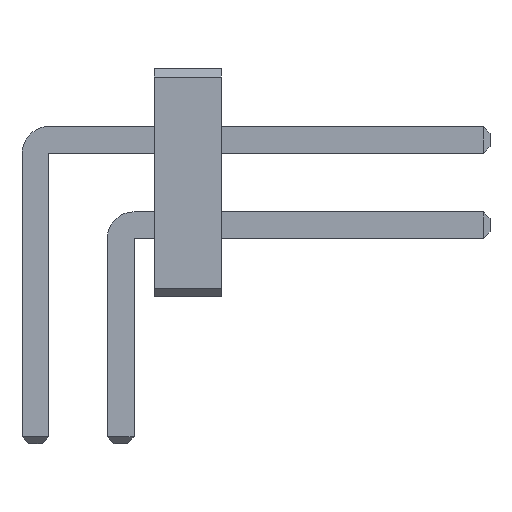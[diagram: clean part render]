
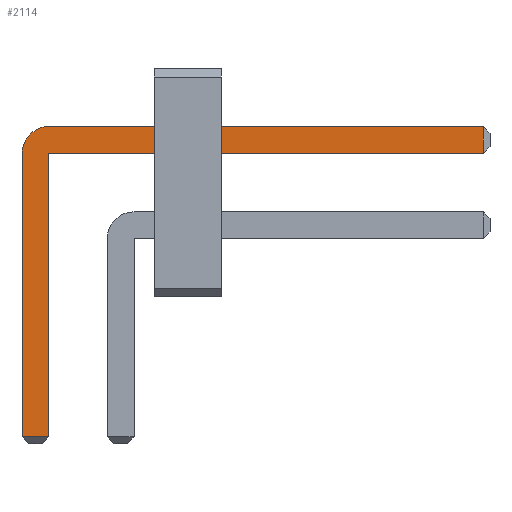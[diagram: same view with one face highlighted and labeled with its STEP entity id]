
A CAD part, front view. The second image highlights one B-rep face of the part: STEP entity #2114.
In plain terms, the highlighted planar face has unit normal (0, -1, 0).
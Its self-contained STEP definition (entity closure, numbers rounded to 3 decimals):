
#13=DIRECTION('',(0.,0.,1.));
#898=VECTOR('',#13,1.);
#1916=VECTOR('',#1917,1.);
#1917=DIRECTION('',(1.,0.,0.));
#1923=VECTOR('',#1924,1.);
#1924=DIRECTION('',(0.,0.,-1.));
#1931=VECTOR('',#1932,1.);
#1932=DIRECTION('',(-1.,0.,0.));
#1953=DIRECTION('',(-0.,1.,0.));
#1957=DIRECTION('',(0.,1.,0.));
#1958=DIRECTION('',(0.,0.,1.));
#1965=VERTEX_POINT('',#1966);
#1966=CARTESIAN_POINT('',(0.2,-17.98,2.535));
#1968=ORIENTED_EDGE('',*,*,#1969,.T.);
#1969=EDGE_CURVE('',#1965,#1970,#1972,.T.);
#1970=VERTEX_POINT('',#1971);
#1971=CARTESIAN_POINT('',(6.67,-17.98,2.535));
#1972=LINE('',#1973,#1916);
#1973=CARTESIAN_POINT('',(-0.2,-17.98,2.535));
#2010=EDGE_CURVE('',#2011,#1965,#2013,.T.);
#2011=VERTEX_POINT('',#2012);
#2012=CARTESIAN_POINT('',(-0.2,-17.98,2.135));
#2013=CIRCLE('',#2014,0.4);
#2014=AXIS2_PLACEMENT_3D('',#2015,#1953,#1924);
#2015=CARTESIAN_POINT('',(0.2,-17.98,2.135));
#2027=VERTEX_POINT('',#2028);
#2028=CARTESIAN_POINT('',(6.67,-17.98,2.135));
#2030=ORIENTED_EDGE('',*,*,#2031,.T.);
#2031=EDGE_CURVE('',#2027,#2032,#2033,.T.);
#2032=VERTEX_POINT('',#2015);
#2033=LINE('',#2034,#1931);
#2034=CARTESIAN_POINT('',(6.77,-17.98,2.135));
#2046=VERTEX_POINT('',#2047);
#2047=CARTESIAN_POINT('',(-0.2,-17.98,-2.085));
#2049=ORIENTED_EDGE('',*,*,#2050,.T.);
#2050=EDGE_CURVE('',#2046,#2011,#2051,.T.);
#2051=LINE('',#2052,#898);
#2052=CARTESIAN_POINT('',(-0.2,-17.98,-2.185));
#2060=ORIENTED_EDGE('',*,*,#2061,.T.);
#2061=EDGE_CURVE('',#2032,#2062,#2064,.T.);
#2062=VERTEX_POINT('',#2063);
#2063=CARTESIAN_POINT('',(0.2,-17.98,-2.085));
#2064=LINE('',#2015,#1923);
#2114=ADVANCED_FACE('',(#2115),#2124,.F.);
#2115=FACE_BOUND('',#2116,.F.);
#2116=EDGE_LOOP('',(#1968,#2117,#2030,#2060,#2120,#2049,#2123));
#2117=ORIENTED_EDGE('',*,*,#2118,.T.);
#2118=EDGE_CURVE('',#1970,#2027,#2119,.T.);
#2119=LINE('',#1971,#1923);
#2120=ORIENTED_EDGE('',*,*,#2121,.T.);
#2121=EDGE_CURVE('',#2062,#2046,#2122,.T.);
#2122=LINE('',#2063,#1931);
#2123=ORIENTED_EDGE('',*,*,#2010,.T.);
#2124=PLANE('',#2125);
#2125=AXIS2_PLACEMENT_3D('',#2126,#1957,#1958);
#2126=CARTESIAN_POINT('',(2.071,-17.98,1.389));
